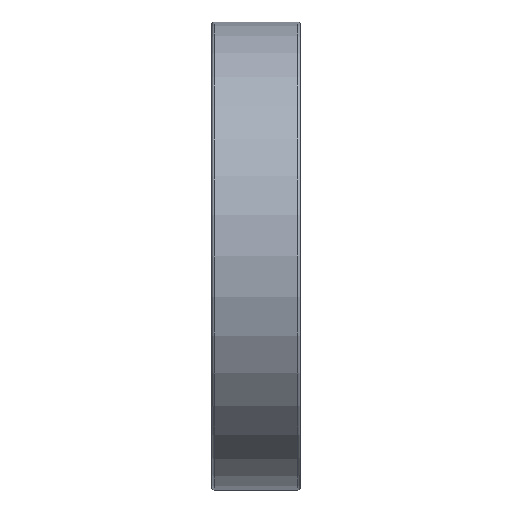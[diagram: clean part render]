
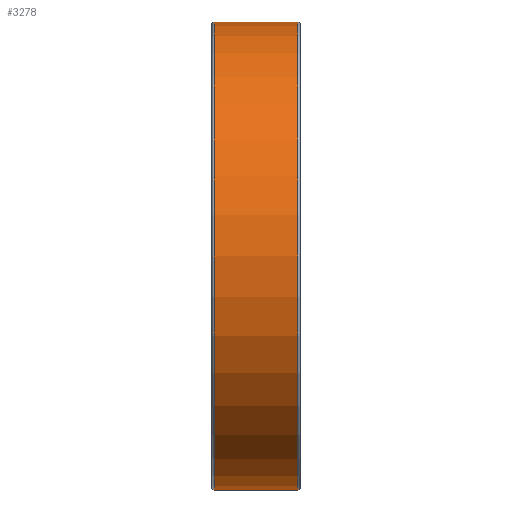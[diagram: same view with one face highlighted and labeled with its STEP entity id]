
A CAD part, front view. The second image highlights one B-rep face of the part: STEP entity #3278.
In plain terms, the highlighted cylindrical face has radius 18.5 mm (diameter 37 mm), a partial arc.
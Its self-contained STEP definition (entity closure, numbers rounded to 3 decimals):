
#122 = ORIENTED_EDGE ( 'NONE', *, *, #2791, .T. ) ;
#135 = ORIENTED_EDGE ( 'NONE', *, *, #3133, .F. ) ;
#144 = ORIENTED_EDGE ( 'NONE', *, *, #3151, .T. ) ;
#169 = AXIS2_PLACEMENT_3D ( 'NONE', #1894, #1921, #1908 ) ;
#242 = VERTEX_POINT ( 'NONE', #486 ) ;
#264 = ORIENTED_EDGE ( 'NONE', *, *, #2766, .T. ) ;
#377 = DIRECTION ( 'NONE',  ( 0., 0., -1. ) ) ;
#394 = CARTESIAN_POINT ( 'NONE',  ( 3.3, 0., 0. ) ) ;
#395 = DIRECTION ( 'NONE',  ( -1., 0., 0. ) ) ;
#486 = CARTESIAN_POINT ( 'NONE',  ( 3.3, 0., -18.5 ) ) ;
#506 = CARTESIAN_POINT ( 'NONE',  ( -3.3, 0., 18.5 ) ) ;
#567 = CARTESIAN_POINT ( 'NONE',  ( -3.3, 0., -18.5 ) ) ;
#568 = CARTESIAN_POINT ( 'NONE',  ( 3.3, 0., 18.5 ) ) ;
#770 = CARTESIAN_POINT ( 'NONE',  ( -3.3, 0., 0. ) ) ;
#774 = DIRECTION ( 'NONE',  ( 1., 0., 0. ) ) ;
#785 = DIRECTION ( 'NONE',  ( 0., 0., -1. ) ) ;
#925 = CYLINDRICAL_SURFACE ( 'NONE', #169, 18.5 ) ;
#1036 = VECTOR ( 'NONE', #1457, 1000. ) ;
#1050 = LINE ( 'NONE', #1492, #1036 ) ;
#1061 = CIRCLE ( 'NONE', #2864, 18.5 ) ;
#1079 = CIRCLE ( 'NONE', #2829, 18.5 ) ;
#1457 = DIRECTION ( 'NONE',  ( -1., 0., 0. ) ) ;
#1492 = CARTESIAN_POINT ( 'NONE',  ( 0., 0., -18.5 ) ) ;
#1524 = DIRECTION ( 'NONE',  ( -1., 0., 0. ) ) ;
#1526 = CARTESIAN_POINT ( 'NONE',  ( 0., 0., 18.5 ) ) ;
#1894 = CARTESIAN_POINT ( 'NONE',  ( 0., 0., 0. ) ) ;
#1908 = DIRECTION ( 'NONE',  ( 0., 0., 1. ) ) ;
#1921 = DIRECTION ( 'NONE',  ( -1., 0., 0. ) ) ;
#2086 = EDGE_LOOP ( 'NONE', ( #135, #122, #144, #264 ) ) ;
#2501 = LINE ( 'NONE', #1526, #2515 ) ;
#2515 = VECTOR ( 'NONE', #1524, 1000. ) ;
#2519 = VERTEX_POINT ( 'NONE', #506 ) ;
#2536 = VERTEX_POINT ( 'NONE', #567 ) ;
#2541 = VERTEX_POINT ( 'NONE', #568 ) ;
#2561 = FACE_OUTER_BOUND ( 'NONE', #2086, .T. ) ;
#2766 = EDGE_CURVE ( 'NONE', #2519, #2536, #1061, .T. ) ;
#2791 = EDGE_CURVE ( 'NONE', #242, #2541, #1079, .T. ) ;
#2829 = AXIS2_PLACEMENT_3D ( 'NONE', #394, #395, #377 ) ;
#2864 = AXIS2_PLACEMENT_3D ( 'NONE', #770, #774, #785 ) ;
#3133 = EDGE_CURVE ( 'NONE', #242, #2536, #1050, .T. ) ;
#3151 = EDGE_CURVE ( 'NONE', #2541, #2519, #2501, .T. ) ;
#3278 = ADVANCED_FACE ( 'NONE', ( #2561 ), #925, .T. ) ;
